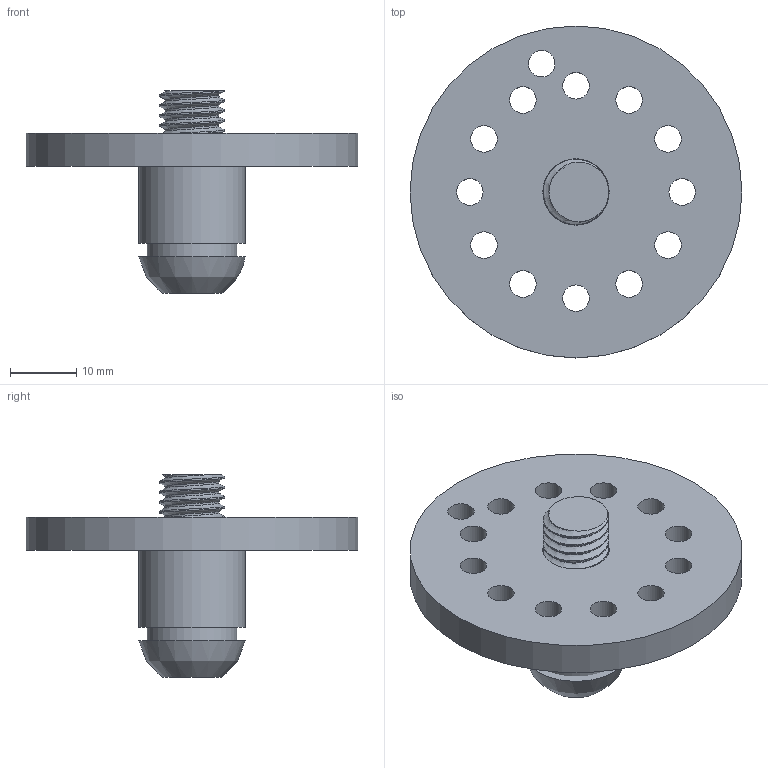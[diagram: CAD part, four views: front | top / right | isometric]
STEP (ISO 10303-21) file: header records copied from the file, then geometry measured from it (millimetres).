
FILE_DESCRIPTION(/* description */ (''),/* implementation_level */ '2;1');
FILE_NAME(/* name */ '_M-0109_1480-DIY_Attachment_Plate_M12_2.step',/* time_stamp */ '2021-01-18T23:23:38+01:00',/* author */ (''),/* organization */ (''),/* preprocessor_version */ 'ST-DEVELOPER v18.1',/* originating_system */ 'Autodesk Translation Framework v9.7.1.1290',/* authorisation */ '');
FILE_SCHEMA (('AUTOMOTIVE_DESIGN { 1 0 10303 214 3 1 1 }'));
Length unit declared in the file: millimetre
Products named in the file (3): _M-0109_1480-DIY_Attachment_Plate_M12_2; M-0109-03_1481-AttachmentPlate_3DP; MC-0109_1482-TBHC_M10X25_00_CS_ISO7380
Assembly tree (2 placements, depth 2):
  _M-0109_1480-DIY_Attachment_Plate_M12_2
    M-0109-03_1481-AttachmentPlate_3DP
    MC-0109_1482-TBHC_M10X25_00_CS_ISO7380
Bounding box: 50 x 50 x 30.5 mm (x, y, z)
Volume: 12471.2 mm3; surface area: 8090.5 mm2
Topology: 2 solids, 2 shells, 70 faces, 186 edges, 124 vertices
Faces by surface type: cylinder 53, plane 14, bspline 3
Full cylindrical faces by diameter (mm): 4 x13, 8.141 x5, 9.85 x10, 10 x1, 13.5 x1, 16 x1, 50 x1
Entity records: 4551 total; most frequent: CARTESIAN_POINT 2769, ORIENTED_EDGE 372, DIRECTION 297, EDGE_CURVE 186, VERTEX_POINT 124, AXIS2_PLACEMENT_3D 114, EDGE_LOOP 102, B_SPLINE_CURVE_WITH_KNOTS 75
